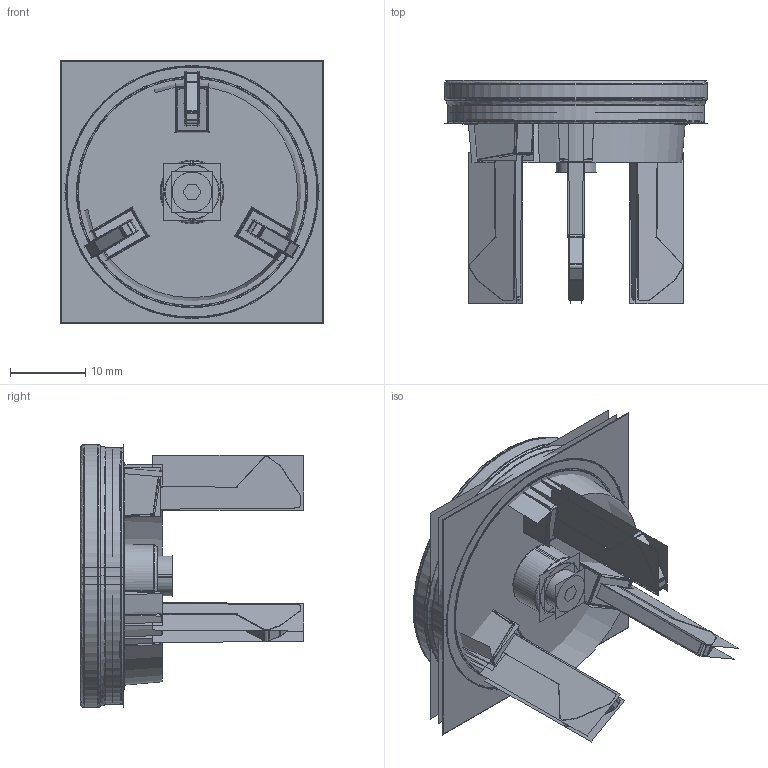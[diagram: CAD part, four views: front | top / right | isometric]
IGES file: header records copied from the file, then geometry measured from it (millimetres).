
Start section:  PTC IGES file: MPROOVC.igs
Global section: file name: MPROOVC.igs; native system: Pro/ENGINEER by Parametric Technology Corporation; preprocessor: 2009360; author: user33; organization: Unknown; date: 20200111.161912; units: millimetre
Bounding box: 35 x 29.61 x 35 mm (x, y, z)
Volume: 4925.2 mm3; surface area: 50432.2 mm2
Topology: 3 solids, 5 shells, 438 faces, 2274 edges, 2935 vertices
Faces by surface type: revolution 262, bspline 176
